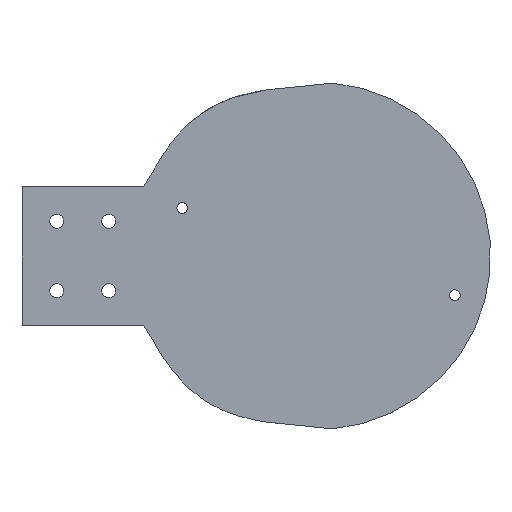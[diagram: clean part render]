
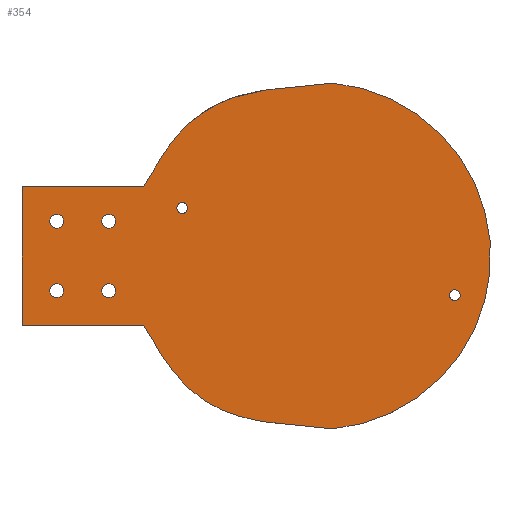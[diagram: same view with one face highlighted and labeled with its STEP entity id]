
A CAD part, top view. The second image highlights one B-rep face of the part: STEP entity #354.
In plain terms, the highlighted planar face has unit normal (0, 0, 1).
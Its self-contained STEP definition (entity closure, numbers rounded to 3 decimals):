
#15=FACE_BOUND('',#85,.T.);
#16=FACE_BOUND('',#86,.T.);
#17=FACE_BOUND('',#87,.T.);
#18=FACE_BOUND('',#88,.T.);
#19=FACE_BOUND('',#89,.T.);
#20=FACE_BOUND('',#90,.T.);
#27=CIRCLE('',#378,4.);
#29=CIRCLE('',#381,4.);
#31=CIRCLE('',#384,4.);
#33=CIRCLE('',#387,4.);
#35=CIRCLE('',#393,100.);
#36=CIRCLE('',#394,3.1);
#37=CIRCLE('',#395,3.1);
#53=PLANE('',#392);
#66=FACE_OUTER_BOUND('',#84,.T.);
#84=EDGE_LOOP('',(#287,#288,#289,#290,#291,#292,#293,#294,#295,#296));
#85=EDGE_LOOP('',(#297));
#86=EDGE_LOOP('',(#298));
#87=EDGE_LOOP('',(#299));
#88=EDGE_LOOP('',(#300));
#89=EDGE_LOOP('',(#301));
#90=EDGE_LOOP('',(#302));
#106=LINE('',#538,#132);
#110=LINE('',#547,#136);
#119=LINE('',#621,#145);
#121=LINE('',#626,#147);
#124=LINE('',#630,#150);
#132=VECTOR('',#410,10.);
#136=VECTOR('',#416,10.);
#145=VECTOR('',#451,10.);
#147=VECTOR('',#455,10.);
#150=VECTOR('',#460,10.);
#156=(
BOUNDED_CURVE()
B_SPLINE_CURVE(5,(#523,#524,#525,#526,#527,#528,#529,#530,#531,#532),
 .UNSPECIFIED.,.F.,.F.)
B_SPLINE_CURVE_WITH_KNOTS((6,1,1,1,1,6),(0.198,0.2,0.267,
0.333,0.4,0.462),.UNSPECIFIED.)
CURVE()
GEOMETRIC_REPRESENTATION_ITEM()
RATIONAL_B_SPLINE_CURVE((1.,1.,1.,1.,1.,1.,1.,1.,1.,1.))
REPRESENTATION_ITEM('')
);
#158=(
BOUNDED_CURVE()
B_SPLINE_CURVE(5,(#581,#582,#583,#584,#585,#586,#587,#588,#589,#590),
 .UNSPECIFIED.,.F.,.F.)
B_SPLINE_CURVE_WITH_KNOTS((6,1,1,1,1,6),(-0.462,-0.4,-0.333,
-0.267,-0.2,-0.198),.UNSPECIFIED.)
CURVE()
GEOMETRIC_REPRESENTATION_ITEM()
RATIONAL_B_SPLINE_CURVE((1.,1.,1.,1.,1.,1.,1.,1.,1.,1.))
REPRESENTATION_ITEM('')
);
#159=(
BOUNDED_CURVE()
B_SPLINE_CURVE(5,(#633,#634,#635,#636,#637,#638,#639,#640),
 .UNSPECIFIED.,.F.,.F.)
B_SPLINE_CURVE_WITH_KNOTS((6,1,1,6),(0.462,0.467,
0.533,0.577),.UNSPECIFIED.)
CURVE()
GEOMETRIC_REPRESENTATION_ITEM()
RATIONAL_B_SPLINE_CURVE((1.,1.,1.,1.,1.,1.,1.,1.))
REPRESENTATION_ITEM('')
);
#160=(
BOUNDED_CURVE()
B_SPLINE_CURVE(5,(#643,#644,#645,#646,#647,#648,#649,#650),
 .UNSPECIFIED.,.F.,.F.)
B_SPLINE_CURVE_WITH_KNOTS((6,1,1,6),(-0.577,-0.533,
-0.467,-0.462),.UNSPECIFIED.)
CURVE()
GEOMETRIC_REPRESENTATION_ITEM()
RATIONAL_B_SPLINE_CURVE((1.,1.,1.,1.,1.,1.,1.,1.))
REPRESENTATION_ITEM('')
);
#165=VERTEX_POINT('',#520);
#166=VERTEX_POINT('',#522);
#168=VERTEX_POINT('',#537);
#171=VERTEX_POINT('',#544);
#172=VERTEX_POINT('',#546);
#174=VERTEX_POINT('',#580);
#175=VERTEX_POINT('',#593);
#177=VERTEX_POINT('',#599);
#179=VERTEX_POINT('',#605);
#181=VERTEX_POINT('',#611);
#184=VERTEX_POINT('',#619);
#186=VERTEX_POINT('',#625);
#187=VERTEX_POINT('',#632);
#188=VERTEX_POINT('',#641);
#189=VERTEX_POINT('',#651);
#190=VERTEX_POINT('',#653);
#197=EDGE_CURVE('',#166,#165,#156,.T.);
#200=EDGE_CURVE('',#168,#166,#106,.T.);
#204=EDGE_CURVE('',#172,#171,#110,.T.);
#207=EDGE_CURVE('',#174,#172,#158,.T.);
#209=EDGE_CURVE('',#175,#175,#27,.T.);
#212=EDGE_CURVE('',#177,#177,#29,.T.);
#215=EDGE_CURVE('',#179,#179,#31,.T.);
#218=EDGE_CURVE('',#181,#181,#33,.T.);
#223=EDGE_CURVE('',#171,#184,#119,.T.);
#225=EDGE_CURVE('',#186,#168,#121,.T.);
#228=EDGE_CURVE('',#184,#186,#124,.T.);
#229=EDGE_CURVE('',#165,#187,#159,.T.);
#230=EDGE_CURVE('',#187,#188,#35,.T.);
#231=EDGE_CURVE('',#188,#174,#160,.T.);
#232=EDGE_CURVE('',#189,#189,#36,.T.);
#233=EDGE_CURVE('',#190,#190,#37,.T.);
#287=ORIENTED_EDGE('',*,*,#228,.T.);
#288=ORIENTED_EDGE('',*,*,#225,.T.);
#289=ORIENTED_EDGE('',*,*,#200,.T.);
#290=ORIENTED_EDGE('',*,*,#197,.T.);
#291=ORIENTED_EDGE('',*,*,#229,.T.);
#292=ORIENTED_EDGE('',*,*,#230,.T.);
#293=ORIENTED_EDGE('',*,*,#231,.T.);
#294=ORIENTED_EDGE('',*,*,#207,.T.);
#295=ORIENTED_EDGE('',*,*,#204,.T.);
#296=ORIENTED_EDGE('',*,*,#223,.T.);
#297=ORIENTED_EDGE('',*,*,#232,.T.);
#298=ORIENTED_EDGE('',*,*,#233,.T.);
#299=ORIENTED_EDGE('',*,*,#218,.T.);
#300=ORIENTED_EDGE('',*,*,#215,.T.);
#301=ORIENTED_EDGE('',*,*,#212,.T.);
#302=ORIENTED_EDGE('',*,*,#209,.T.);
#354=ADVANCED_FACE('',(#66,#15,#16,#17,#18,#19,#20),#53,.T.);
#378=AXIS2_PLACEMENT_3D('',#594,#421,#422);
#381=AXIS2_PLACEMENT_3D('',#600,#428,#429);
#384=AXIS2_PLACEMENT_3D('',#606,#435,#436);
#387=AXIS2_PLACEMENT_3D('',#612,#442,#443);
#392=AXIS2_PLACEMENT_3D('',#631,#461,#462);
#393=AXIS2_PLACEMENT_3D('',#642,#463,#464);
#394=AXIS2_PLACEMENT_3D('',#652,#465,#466);
#395=AXIS2_PLACEMENT_3D('',#654,#467,#468);
#410=DIRECTION('',(0.524,-0.852,0.));
#416=DIRECTION('',(-0.524,-0.852,0.));
#421=DIRECTION('center_axis',(0.,0.,-1.));
#422=DIRECTION('ref_axis',(1.,0.,0.));
#428=DIRECTION('center_axis',(0.,0.,-1.));
#429=DIRECTION('ref_axis',(1.,0.,0.));
#435=DIRECTION('center_axis',(0.,0.,-1.));
#436=DIRECTION('ref_axis',(1.,0.,0.));
#442=DIRECTION('center_axis',(0.,0.,-1.));
#443=DIRECTION('ref_axis',(1.,0.,0.));
#451=DIRECTION('',(-1.,0.,0.));
#455=DIRECTION('',(1.,0.,0.));
#460=DIRECTION('',(0.,-1.,0.));
#461=DIRECTION('center_axis',(0.,0.,1.));
#462=DIRECTION('ref_axis',(1.,0.,0.));
#463=DIRECTION('center_axis',(0.,0.,1.));
#464=DIRECTION('ref_axis',(-1.,0.,0.));
#465=DIRECTION('center_axis',(0.,0.,-1.));
#466=DIRECTION('ref_axis',(1.,0.,0.));
#467=DIRECTION('center_axis',(0.,0.,-1.));
#468=DIRECTION('ref_axis',(1.,0.,0.));
#520=CARTESIAN_POINT('',(71.108,-95.735,3.));
#522=CARTESIAN_POINT('',(10.944,-57.805,3.));
#523=CARTESIAN_POINT('Ctrl Pts',(10.944,-57.805,3.));
#524=CARTESIAN_POINT('Ctrl Pts',(11.004,-57.9,3.));
#525=CARTESIAN_POINT('Ctrl Pts',(12.834,-60.83,3.));
#526=CARTESIAN_POINT('Ctrl Pts',(16.881,-66.695,3.));
#527=CARTESIAN_POINT('Ctrl Pts',(24.214,-75.524,3.));
#528=CARTESIAN_POINT('Ctrl Pts',(35.77,-85.304,3.));
#529=CARTESIAN_POINT('Ctrl Pts',(48.981,-91.032,3.));
#530=CARTESIAN_POINT('Ctrl Pts',(59.824,-93.776,3.));
#531=CARTESIAN_POINT('Ctrl Pts',(67.384,-95.151,3.));
#532=CARTESIAN_POINT('Ctrl Pts',(71.108,-95.735,3.));
#537=CARTESIAN_POINT('',(0.,-40.,3.));
#538=CARTESIAN_POINT('',(0.,-40.,3.));
#544=CARTESIAN_POINT('',(0.,40.,3.));
#546=CARTESIAN_POINT('',(10.944,57.805,3.));
#547=CARTESIAN_POINT('',(0.,40.,3.));
#580=CARTESIAN_POINT('',(71.108,95.735,3.));
#581=CARTESIAN_POINT('Ctrl Pts',(71.108,95.735,3.));
#582=CARTESIAN_POINT('Ctrl Pts',(67.384,95.151,3.));
#583=CARTESIAN_POINT('Ctrl Pts',(59.824,93.776,3.));
#584=CARTESIAN_POINT('Ctrl Pts',(48.981,91.032,3.));
#585=CARTESIAN_POINT('Ctrl Pts',(35.77,85.304,3.));
#586=CARTESIAN_POINT('Ctrl Pts',(24.214,75.524,3.));
#587=CARTESIAN_POINT('Ctrl Pts',(16.881,66.695,3.));
#588=CARTESIAN_POINT('Ctrl Pts',(12.834,60.83,3.));
#589=CARTESIAN_POINT('Ctrl Pts',(11.004,57.9,3.));
#590=CARTESIAN_POINT('Ctrl Pts',(10.944,57.805,3.));
#593=CARTESIAN_POINT('',(-24.,-20.,3.));
#594=CARTESIAN_POINT('Origin',(-20.,-20.,3.));
#599=CARTESIAN_POINT('',(-54.,-20.,3.));
#600=CARTESIAN_POINT('Origin',(-50.,-20.,3.));
#605=CARTESIAN_POINT('',(-24.,20.,3.));
#606=CARTESIAN_POINT('Origin',(-20.,20.,3.));
#611=CARTESIAN_POINT('',(-54.,20.,3.));
#612=CARTESIAN_POINT('Origin',(-50.,20.,3.));
#619=CARTESIAN_POINT('',(-70.,40.,3.));
#621=CARTESIAN_POINT('',(-70.,40.,3.));
#625=CARTESIAN_POINT('',(-70.,-40.,3.));
#626=CARTESIAN_POINT('',(0.,-40.,3.));
#630=CARTESIAN_POINT('',(-70.,-40.,3.));
#631=CARTESIAN_POINT('Origin',(65.,0.,3.));
#632=CARTESIAN_POINT('',(108.972,-99.597,3.));
#633=CARTESIAN_POINT('Ctrl Pts',(71.108,-95.735,3.));
#634=CARTESIAN_POINT('Ctrl Pts',(71.417,-95.784,3.));
#635=CARTESIAN_POINT('Ctrl Pts',(75.77,-96.458,3.));
#636=CARTESIAN_POINT('Ctrl Pts',(82.972,-97.381,3.));
#637=CARTESIAN_POINT('Ctrl Pts',(90.499,-98.141,3.));
#638=CARTESIAN_POINT('Ctrl Pts',(98.319,-98.873,3.));
#639=CARTESIAN_POINT('Ctrl Pts',(105.943,-99.418,3.));
#640=CARTESIAN_POINT('Ctrl Pts',(108.972,-99.597,3.));
#641=CARTESIAN_POINT('',(108.972,99.597,3.));
#642=CARTESIAN_POINT('Origin',(100.,0.,3.));
#643=CARTESIAN_POINT('Ctrl Pts',(108.972,99.597,3.));
#644=CARTESIAN_POINT('Ctrl Pts',(105.943,99.418,3.));
#645=CARTESIAN_POINT('Ctrl Pts',(98.319,98.873,3.));
#646=CARTESIAN_POINT('Ctrl Pts',(90.499,98.141,3.));
#647=CARTESIAN_POINT('Ctrl Pts',(82.972,97.381,3.));
#648=CARTESIAN_POINT('Ctrl Pts',(75.77,96.458,3.));
#649=CARTESIAN_POINT('Ctrl Pts',(71.417,95.784,3.));
#650=CARTESIAN_POINT('Ctrl Pts',(71.108,95.735,3.));
#651=CARTESIAN_POINT('',(19.176,27.662,3.));
#652=CARTESIAN_POINT('Origin',(22.276,27.662,3.));
#653=CARTESIAN_POINT('',(176.234,-22.634,3.));
#654=CARTESIAN_POINT('Origin',(179.334,-22.634,3.));
